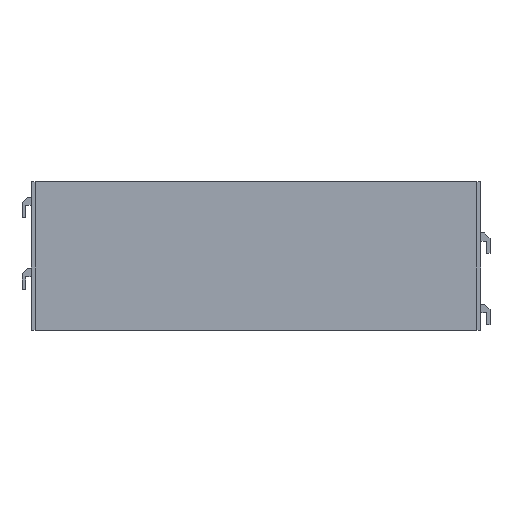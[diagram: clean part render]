
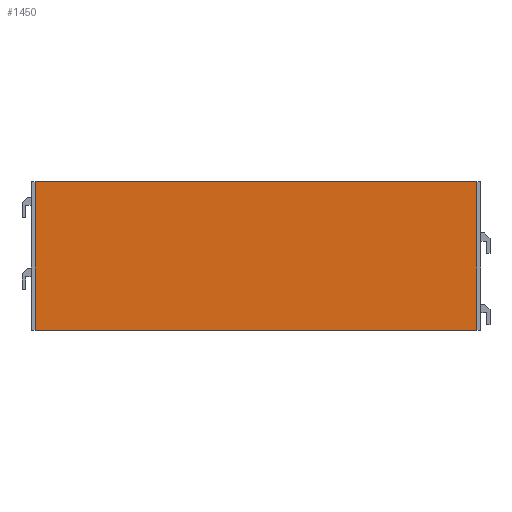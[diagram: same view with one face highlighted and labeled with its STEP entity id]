
A CAD part, top view. The second image highlights one B-rep face of the part: STEP entity #1450.
In plain terms, the highlighted planar face has unit normal (0, 0, 1).
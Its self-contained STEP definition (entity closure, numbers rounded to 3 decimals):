
#19 = CARTESIAN_POINT ( 'NONE',  ( 86.5, 0., 3. ) ) ;
#43 = VERTEX_POINT ( 'NONE', #1674 ) ;
#57 = LINE ( 'NONE', #342, #737 ) ;
#189 = VERTEX_POINT ( 'NONE', #1604 ) ;
#241 = DIRECTION ( 'NONE',  ( 0., 0., -1. ) ) ;
#342 = CARTESIAN_POINT ( 'NONE',  ( 86.5, -58., 3. ) ) ;
#343 = VECTOR ( 'NONE', #1746, 1000. ) ;
#352 = EDGE_CURVE ( 'NONE', #189, #484, #1657, .T. ) ;
#484 = VERTEX_POINT ( 'NONE', #579 ) ;
#502 = CARTESIAN_POINT ( 'NONE',  ( -86.5, 0., 3. ) ) ;
#548 = EDGE_CURVE ( 'NONE', #43, #1134, #1620, .T. ) ;
#561 = CARTESIAN_POINT ( 'NONE',  ( 86.5, 0., 3. ) ) ;
#579 = CARTESIAN_POINT ( 'NONE',  ( -86.5, -58., 3. ) ) ;
#599 = DIRECTION ( 'NONE',  ( 0., -1., 0. ) ) ;
#601 = EDGE_LOOP ( 'NONE', ( #1032, #949, #1690, #1340 ) ) ;
#617 = AXIS2_PLACEMENT_3D ( 'NONE', #1852, #241, #679 ) ;
#648 = VECTOR ( 'NONE', #599, 1000. ) ;
#668 = EDGE_CURVE ( 'NONE', #1134, #484, #57, .T. ) ;
#679 = DIRECTION ( 'NONE',  ( 0., 1., 0. ) ) ;
#694 = FACE_OUTER_BOUND ( 'NONE', #601, .T. ) ;
#737 = VECTOR ( 'NONE', #1080, 1000. ) ;
#949 = ORIENTED_EDGE ( 'NONE', *, *, #668, .F. ) ;
#1000 = EDGE_CURVE ( 'NONE', #43, #189, #1288, .T. ) ;
#1032 = ORIENTED_EDGE ( 'NONE', *, *, #352, .T. ) ;
#1080 = DIRECTION ( 'NONE',  ( -1., 0., 0. ) ) ;
#1134 = VERTEX_POINT ( 'NONE', #1874 ) ;
#1271 = PLANE ( 'NONE',  #617 ) ;
#1288 = LINE ( 'NONE', #561, #343 ) ;
#1340 = ORIENTED_EDGE ( 'NONE', *, *, #1000, .T. ) ;
#1450 = ADVANCED_FACE ( 'NONE', ( #694 ), #1271, .F. ) ;
#1469 = VECTOR ( 'NONE', #1666, 1000. ) ;
#1604 = CARTESIAN_POINT ( 'NONE',  ( -86.5, 0., 3. ) ) ;
#1620 = LINE ( 'NONE', #19, #648 ) ;
#1657 = LINE ( 'NONE', #502, #1469 ) ;
#1666 = DIRECTION ( 'NONE',  ( 0., -1., 0. ) ) ;
#1674 = CARTESIAN_POINT ( 'NONE',  ( 86.5, 0., 3. ) ) ;
#1690 = ORIENTED_EDGE ( 'NONE', *, *, #548, .F. ) ;
#1746 = DIRECTION ( 'NONE',  ( -1., 0., 0. ) ) ;
#1852 = CARTESIAN_POINT ( 'NONE',  ( 86.5, 0., 3. ) ) ;
#1874 = CARTESIAN_POINT ( 'NONE',  ( 86.5, -58., 3. ) ) ;
